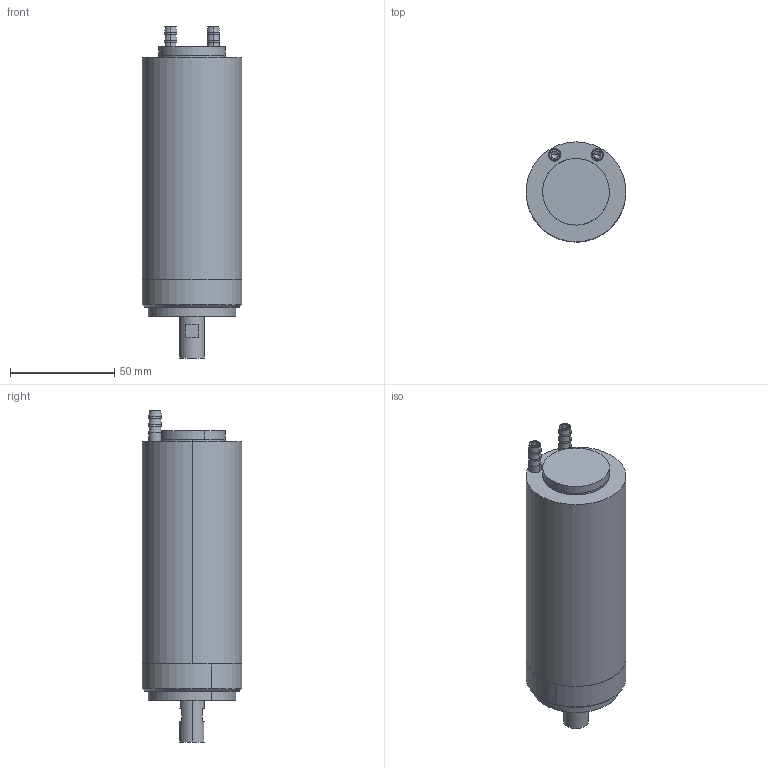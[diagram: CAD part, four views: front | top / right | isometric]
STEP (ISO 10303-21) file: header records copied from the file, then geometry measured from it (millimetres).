
FILE_DESCRIPTION (( 'STEP AP214' ), '1' );
FILE_NAME ('GDZ-12.STEP', '2024-07-31T05:07:39', ( '00' ), ( '' ), 'SwSTEP 2.0', 'SolidWorks 2018', '' );
FILE_SCHEMA (( 'AUTOMOTIVE_DESIGN' ));
Length unit declared in the file: millimetre
Products named in the file (7): GDZ-12; GDZ11ヶ裔; GDZ11粣創釱; GDZ11綴裔; D6-M6ァ郲; GDZ11儂褲; GDZ11粣芛
Assembly tree (7 placements, depth 2):
  GDZ-12
    GDZ11儂褲
    GDZ11綴裔
    GDZ11ヶ裔
    GDZ11粣創釱
    GDZ11粣芛
    D6-M6ァ郲  x2
Bounding box: 48 x 48 x 159.5 mm (x, y, z)
Volume: 228967.9 mm3; surface area: 33765.6 mm2
Topology: 7 solids, 7 shells, 101 faces, 200 edges, 122 vertices
Faces by surface type: cylinder 42, plane 29, cone 26, torus 4
Entity records: 2791 total; most frequent: DIRECTION 406, CARTESIAN_POINT 324, ORIENTED_EDGE 292, AXIS2_PLACEMENT_3D 174, EDGE_CURVE 146, VERTEX_POINT 92, EDGE_LOOP 90, CIRCLE 88
